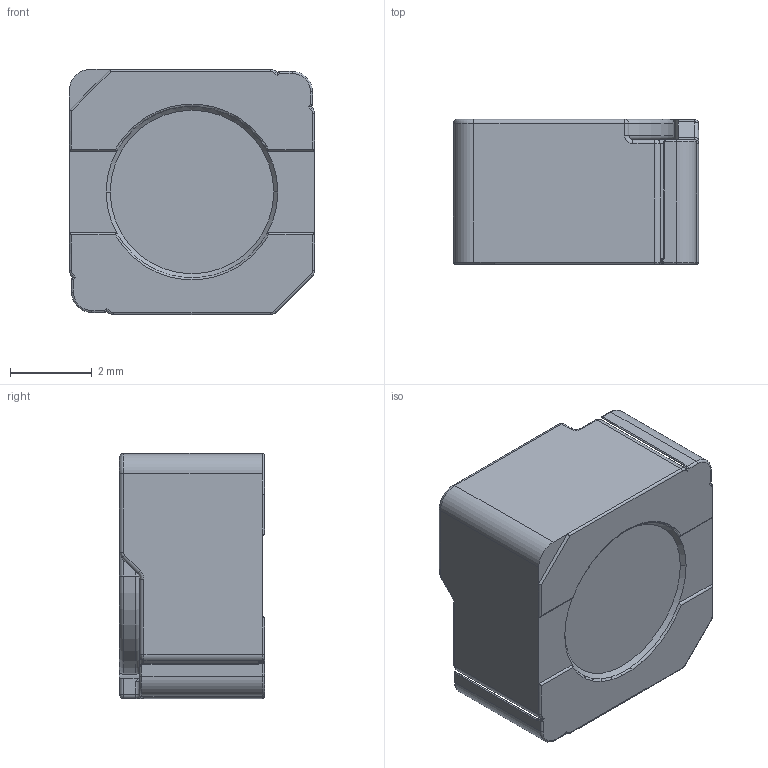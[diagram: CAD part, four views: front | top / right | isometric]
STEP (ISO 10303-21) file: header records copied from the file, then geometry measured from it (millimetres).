
FILE_DESCRIPTION((''),'2;1');
FILE_NAME('PCSN5D33_L6_W6_H3-5','2020-03-01T',('Dragos'),(''),'PRO/ENGINEER BY PARAMETRIC TECHNOLOGY CORPORATION, 2004440','PRO/ENGINEER BY PARAMETRIC TECHNOLOGY CORPORATION, 2004440','');
FILE_SCHEMA(('AUTOMOTIVE_DESIGN { 1 0 10303 214 1 1 1 1 }'));
Length unit declared in the file: millimetre
Products named in the file (1): PCSN5D33_L6_W6_H3-5
Bounding box: 6 x 3.55 x 6 mm (x, y, z)
Volume: 93.4 mm3; surface area: 357.2 mm2
Topology: 13 solids, 13 shells, 566 faces, 1498 edges, 961 vertices
Faces by surface type: plane 363, cylinder 93, torus 80, bspline 21, sphere 7, cone 2
Entity records: 25021 total; most frequent: CARTESIAN_POINT 4732, ORIENTED_EDGE 2966, DIRECTION 2851, PRESENTATION_STYLE_ASSIGNMENT 1662, STYLED_ITEM 1512, CURVE_STYLE 1499, EDGE_CURVE 1483, VECTOR 1147
